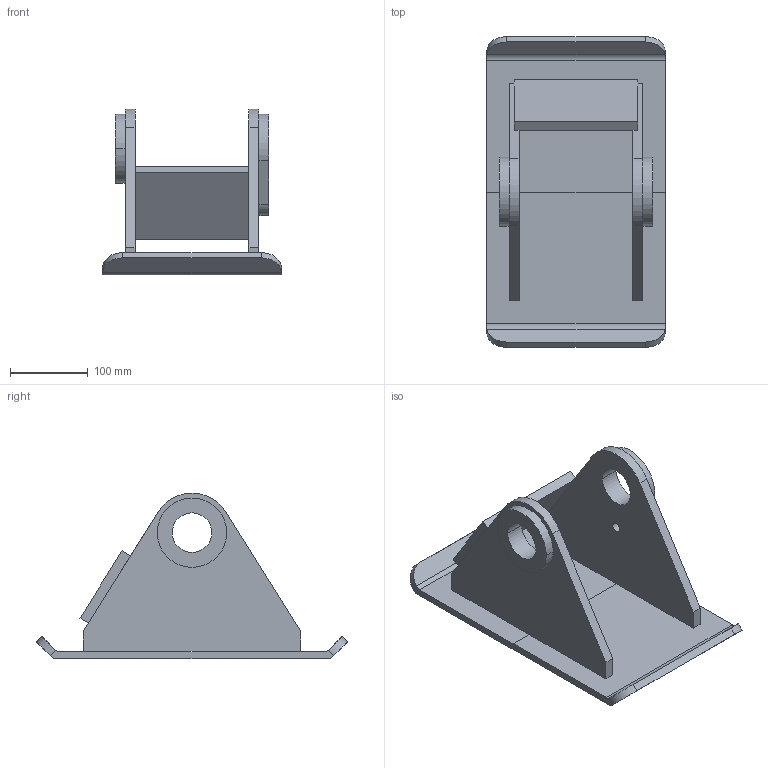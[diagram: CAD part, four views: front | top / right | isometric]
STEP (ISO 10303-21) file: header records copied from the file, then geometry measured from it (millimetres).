
FILE_DESCRIPTION(('CATIA V5 STEP Exchange'),'2;1');
FILE_NAME('foot_weldment.stp','2021-04-05T10:13:38+00:00',('none'),('none'),'CATIA Version 5 Release 20 GA (IN-10)','CATIA V5 STEP AP203','none');
FILE_SCHEMA(('CONFIG_CONTROL_DESIGN'));
Length unit declared in the file: millimetre
Products named in the file (1): Part1
Bounding box: 228.6 x 398.46 x 212.72 mm (x, y, z)
Volume: 2065953.4 mm3; surface area: 408799.7 mm2
Topology: 2 solids, 2 shells, 59 faces, 155 edges, 102 vertices
Faces by surface type: plane 38, cylinder 21
Entity records: 1753 total; most frequent: CARTESIAN_POINT 313, ORIENTED_EDGE 310, DIRECTION 237, EDGE_CURVE 155, VECTOR 109, LINE 109, VERTEX_POINT 102, AXIS2_PLACEMENT_3D 86
